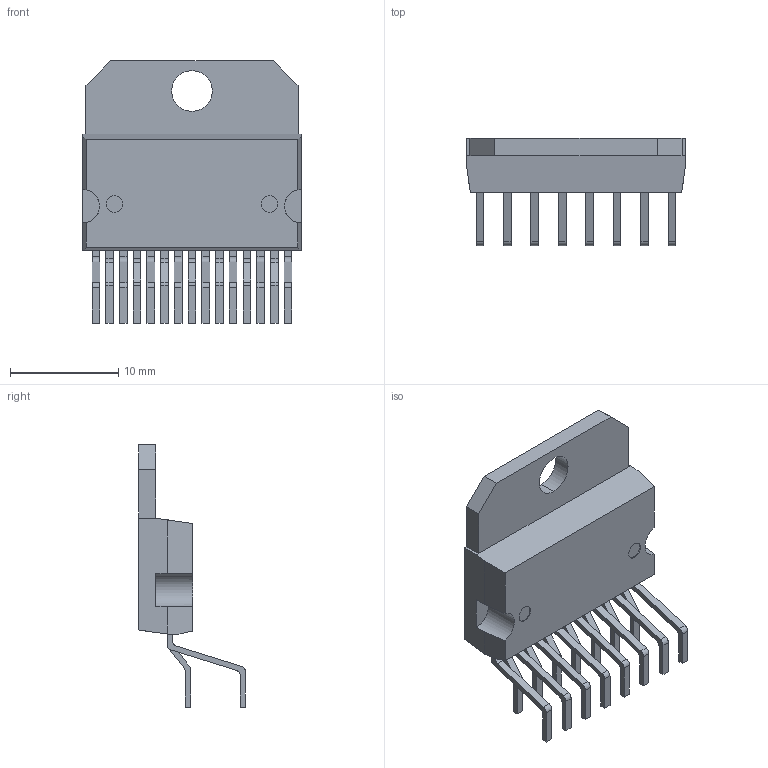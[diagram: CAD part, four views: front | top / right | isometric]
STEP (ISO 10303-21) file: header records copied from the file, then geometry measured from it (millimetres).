
FILE_DESCRIPTION (( 'STEP AP214' ), '1' );
FILE_NAME ('MULTIWATT-15_L19.6-W5.0-P1.27-L.step', '2022-08-04T05:42:02', ( '' ), ( '' ), 'SwSTEP 2.0', 'SolidWorks 2020', '' );
FILE_SCHEMA (( 'AUTOMOTIVE_DESIGN' ));
Length unit declared in the file: millimetre
Products named in the file (1): MULTIWATT-15_L19.6-W5.0-P1.27-L
Bounding box: 20.2 x 9.89 x 24.27 mm (x, y, z)
Volume: 1257.9 mm3; surface area: 1345.5 mm2
Topology: 14 solids, 14 shells, 544 faces, 1487 edges, 980 vertices
Faces by surface type: plane 358, bspline 114, cylinder 72
Entity records: 21321 total; most frequent: CARTESIAN_POINT 5224, ORIENTED_EDGE 2974, DIRECTION 2257, EDGE_CURVE 1487, VECTOR 1107, LINE 1107, VERTEX_POINT 980, AXIS2_PLACEMENT_3D 575
